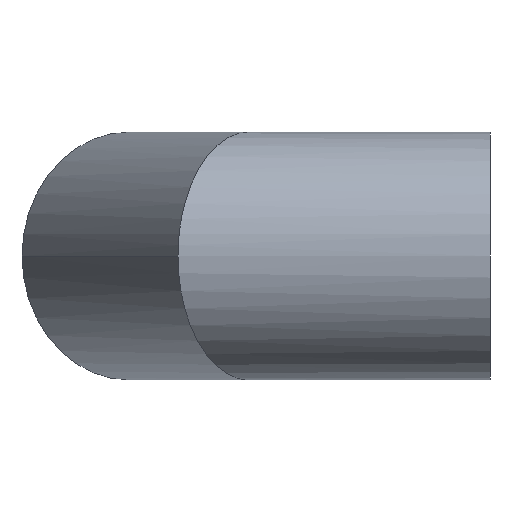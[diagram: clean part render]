
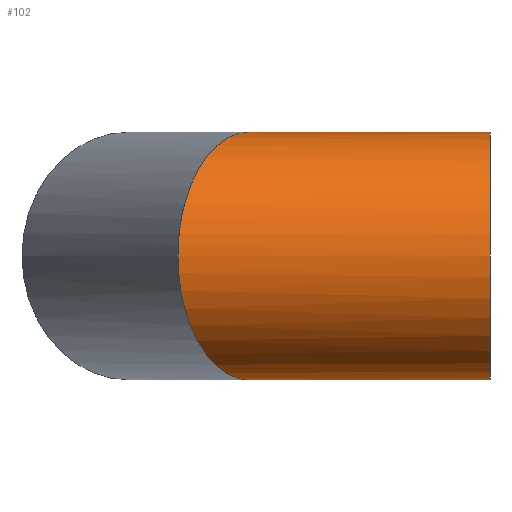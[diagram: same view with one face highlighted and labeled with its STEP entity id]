
A CAD part, left-side view. The second image highlights one B-rep face of the part: STEP entity #102.
In plain terms, the highlighted cylindrical face has radius 100 mm (diameter 200 mm), a partial arc.
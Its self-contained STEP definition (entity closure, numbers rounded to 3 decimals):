
#1 = VERTEX_POINT ( 'NONE', #141 ) ;
#3 = EDGE_LOOP ( 'NONE', ( #86, #333, #269, #249, #9 ) ) ;
#9 = ORIENTED_EDGE ( 'NONE', *, *, #12, .T. ) ;
#11 =( BOUNDED_CURVE ( )  B_SPLINE_CURVE ( 3, ( #119, #357, #82, #203 ),
 .UNSPECIFIED., .F., .T. ) 
 B_SPLINE_CURVE_WITH_KNOTS ( ( 4, 4 ),
 ( 0., 1.571 ),
 .UNSPECIFIED. ) 
 CURVE ( )  GEOMETRIC_REPRESENTATION_ITEM ( )  RATIONAL_B_SPLINE_CURVE ( ( 1., 0.805, 0.805, 1. ) ) 
 REPRESENTATION_ITEM ( '' )  );
#12 = EDGE_CURVE ( 'NONE', #29, #143, #11, .T. ) ;
#15 = VECTOR ( 'NONE', #78, 1000. ) ;
#20 = DIRECTION ( 'NONE',  ( 0., 1., 0. ) ) ;
#29 = VERTEX_POINT ( 'NONE', #147 ) ;
#37 = AXIS2_PLACEMENT_3D ( 'NONE', #257, #132, #107 ) ;
#42 = DIRECTION ( 'NONE',  ( 0., 1., 0. ) ) ;
#49 = CARTESIAN_POINT ( 'NONE',  ( 0., 194., 100. ) ) ;
#70 = CARTESIAN_POINT ( 'NONE',  ( 0., 0., 0. ) ) ;
#75 = CARTESIAN_POINT ( 'NONE',  ( 0., 194., -100. ) ) ;
#78 = DIRECTION ( 'NONE',  ( 0., 1., 0. ) ) ;
#82 = CARTESIAN_POINT ( 'NONE',  ( -58.579, 227.82, -100. ) ) ;
#86 = ORIENTED_EDGE ( 'NONE', *, *, #298, .F. ) ;
#102 = ADVANCED_FACE ( 'NONE', ( #316 ), #126, .T. ) ;
#106 = CARTESIAN_POINT ( 'NONE',  ( 0., 194., 100. ) ) ;
#107 = DIRECTION ( 'NONE',  ( 0., 0., 1. ) ) ;
#109 = CIRCLE ( 'NONE', #37, 100. ) ;
#119 = CARTESIAN_POINT ( 'NONE',  ( -100., 251.735, 0. ) ) ;
#126 = CYLINDRICAL_SURFACE ( 'NONE', #238, 100. ) ;
#132 = DIRECTION ( 'NONE',  ( 0., 1., 0. ) ) ;
#141 = CARTESIAN_POINT ( 'NONE',  ( 0., 0., 100. ) ) ;
#143 = VERTEX_POINT ( 'NONE', #75 ) ;
#147 = CARTESIAN_POINT ( 'NONE',  ( -100., 251.735, 0. ) ) ;
#192 = LINE ( 'NONE', #193, #15 ) ;
#193 = CARTESIAN_POINT ( 'NONE',  ( 0., 0., 100. ) ) ;
#203 = CARTESIAN_POINT ( 'NONE',  ( 0., 194., -100. ) ) ;
#226 =( BOUNDED_CURVE ( )  B_SPLINE_CURVE ( 3, ( #106, #322, #297, #352 ),
 .UNSPECIFIED., .F., .T. ) 
 B_SPLINE_CURVE_WITH_KNOTS ( ( 4, 4 ),
 ( 4.712, 6.283 ),
 .UNSPECIFIED. ) 
 CURVE ( )  GEOMETRIC_REPRESENTATION_ITEM ( )  RATIONAL_B_SPLINE_CURVE ( ( 1., 0.805, 0.805, 1. ) ) 
 REPRESENTATION_ITEM ( '' )  );
#238 = AXIS2_PLACEMENT_3D ( 'NONE', #70, #42, #370 ) ;
#239 = VERTEX_POINT ( 'NONE', #49 ) ;
#249 = ORIENTED_EDGE ( 'NONE', *, *, #319, .T. ) ;
#257 = CARTESIAN_POINT ( 'NONE',  ( 0., 0., 0. ) ) ;
#269 = ORIENTED_EDGE ( 'NONE', *, *, #290, .T. ) ;
#290 = EDGE_CURVE ( 'NONE', #1, #239, #192, .T. ) ;
#297 = CARTESIAN_POINT ( 'NONE',  ( -100., 251.735, 58.579 ) ) ;
#298 = EDGE_CURVE ( 'NONE', #325, #143, #321, .T. ) ;
#314 = VECTOR ( 'NONE', #20, 1000. ) ;
#316 = FACE_OUTER_BOUND ( 'NONE', #3, .T. ) ;
#319 = EDGE_CURVE ( 'NONE', #239, #29, #226, .T. ) ;
#321 = LINE ( 'NONE', #384, #314 ) ;
#322 = CARTESIAN_POINT ( 'NONE',  ( -58.579, 227.82, 100. ) ) ;
#325 = VERTEX_POINT ( 'NONE', #326 ) ;
#326 = CARTESIAN_POINT ( 'NONE',  ( 0., 0., -100. ) ) ;
#333 = ORIENTED_EDGE ( 'NONE', *, *, #355, .T. ) ;
#352 = CARTESIAN_POINT ( 'NONE',  ( -100., 251.735, 0. ) ) ;
#355 = EDGE_CURVE ( 'NONE', #325, #1, #109, .T. ) ;
#357 = CARTESIAN_POINT ( 'NONE',  ( -100., 251.735, -58.579 ) ) ;
#370 = DIRECTION ( 'NONE',  ( 0., 0., 1. ) ) ;
#384 = CARTESIAN_POINT ( 'NONE',  ( 0., 0., -100. ) ) ;
